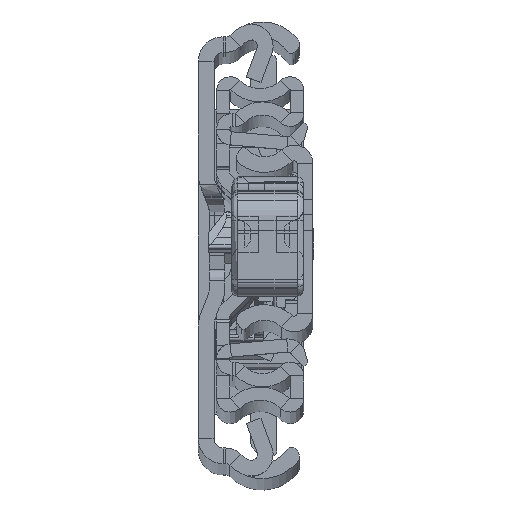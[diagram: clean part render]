
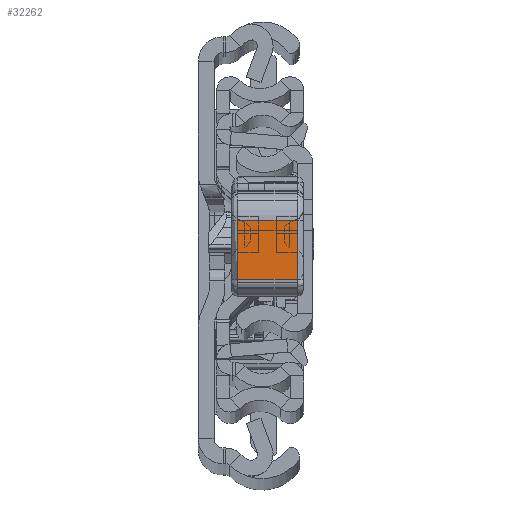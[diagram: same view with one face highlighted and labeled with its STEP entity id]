
A CAD part, top view. The second image highlights one B-rep face of the part: STEP entity #32262.
In plain terms, the highlighted face is planar.
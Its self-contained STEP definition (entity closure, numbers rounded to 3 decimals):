
#2189 = VERTEX_POINT ( 'NONE', #5154 ) ;
#2791 = EDGE_CURVE ( 'NONE', #32243, #17629, #28086, .T. ) ;
#3250 = DIRECTION ( 'NONE',  ( 0., 0., 1. ) ) ;
#3561 = DIRECTION ( 'NONE',  ( 0.027, 1., 0. ) ) ;
#5154 = CARTESIAN_POINT ( 'NONE',  ( 39.818, -2.465, 0. ) ) ;
#5171 = ORIENTED_EDGE ( 'NONE', *, *, #2791, .T. ) ;
#5604 = LINE ( 'NONE', #28290, #23542 ) ;
#6340 = VECTOR ( 'NONE', #3250, 1000. ) ;
#6655 = CARTESIAN_POINT ( 'NONE',  ( 39.55, -12.274, 0. ) ) ;
#6889 = ORIENTED_EDGE ( 'NONE', *, *, #30000, .T. ) ;
#7127 = AXIS2_PLACEMENT_3D ( 'NONE', #25808, #13110, #30894 ) ;
#8646 = EDGE_CURVE ( 'NONE', #17629, #10554, #5604, .T. ) ;
#9985 = CARTESIAN_POINT ( 'NONE',  ( 39.55, -12.274, 10. ) ) ;
#10554 = VERTEX_POINT ( 'NONE', #6655 ) ;
#13110 = DIRECTION ( 'NONE',  ( -1., 0.027, 0. ) ) ;
#13477 = VECTOR ( 'NONE', #18242, 1000. ) ;
#17629 = VERTEX_POINT ( 'NONE', #33187 ) ;
#18242 = DIRECTION ( 'NONE',  ( -0.027, -1., 0. ) ) ;
#18478 = ORIENTED_EDGE ( 'NONE', *, *, #8646, .T. ) ;
#18513 = CARTESIAN_POINT ( 'NONE',  ( 39.818, -2.465, 10. ) ) ;
#18805 = CARTESIAN_POINT ( 'NONE',  ( 39.818, -2.465, 11. ) ) ;
#19257 = CARTESIAN_POINT ( 'NONE',  ( 39.55, -12.274, 0. ) ) ;
#20877 = PLANE ( 'NONE',  #7127 ) ;
#23542 = VECTOR ( 'NONE', #23544, 1000. ) ;
#23544 = DIRECTION ( 'NONE',  ( 0., 0., -1. ) ) ;
#24388 = LINE ( 'NONE', #19257, #25837 ) ;
#25808 = CARTESIAN_POINT ( 'NONE',  ( 39.55, -12.274, 11. ) ) ;
#25837 = VECTOR ( 'NONE', #3561, 1000. ) ;
#26120 = LINE ( 'NONE', #18805, #6340 ) ;
#27526 = EDGE_CURVE ( 'NONE', #2189, #32243, #26120, .T. ) ;
#28086 = LINE ( 'NONE', #9985, #13477 ) ;
#28290 = CARTESIAN_POINT ( 'NONE',  ( 39.55, -12.274, 11. ) ) ;
#30000 = EDGE_CURVE ( 'NONE', #10554, #2189, #24388, .T. ) ;
#30894 = DIRECTION ( 'NONE',  ( -0.027, -1., 0. ) ) ;
#31069 = FACE_OUTER_BOUND ( 'NONE', #32241, .T. ) ;
#32241 = EDGE_LOOP ( 'NONE', ( #18478, #6889, #32708, #5171 ) ) ;
#32243 = VERTEX_POINT ( 'NONE', #18513 ) ;
#32262 = ADVANCED_FACE ( 'NONE', ( #31069 ), #20877, .F. ) ;
#32708 = ORIENTED_EDGE ( 'NONE', *, *, #27526, .T. ) ;
#33187 = CARTESIAN_POINT ( 'NONE',  ( 39.55, -12.274, 10. ) ) ;
